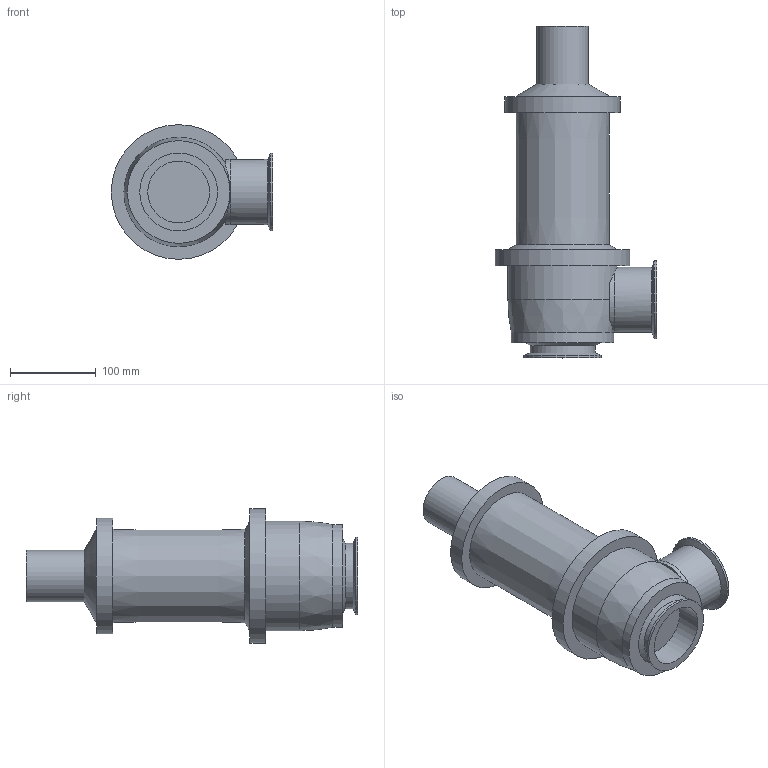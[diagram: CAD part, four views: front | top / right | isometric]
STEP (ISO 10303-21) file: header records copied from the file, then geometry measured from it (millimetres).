
FILE_DESCRIPTION(/* description */ (''),/* implementation_level */ '2;1');
FILE_NAME(/* name */ 'DRVL-30-2.stp',/* time_stamp */ '2024-04-03T16:49:32+09:00',/* author */ ('autocad33'),/* organization */ (''),/* preprocessor_version */ 'ST-DEVELOPER v19.2',/* originating_system */ 'Autodesk Inventor 2023',/* authorisation */ '');
FILE_SCHEMA (('AUTOMOTIVE_DESIGN { 1 0 10303 214 3 1 1 }'));
Length unit declared in the file: millimetre
Products named in the file (1): DRVL-30-1
Bounding box: 188.75 x 388.15 x 157.5 mm (x, y, z)
Volume: 3537224.4 mm3; surface area: 209529.1 mm2
Topology: 1 solids, 1 shells, 33 faces, 69 edges, 42 vertices
Faces by surface type: cone 12, cylinder 11, plane 9, bspline 1
Full cylindrical faces by diameter (mm): 60.5 x1, 72.3 x2, 76.3 x1, 91 x2, 109 x1, 120 x1, 128 x1, 135 x1, 157.5 x1
Entity records: 990 total; most frequent: CARTESIAN_POINT 238, DIRECTION 159, ORIENTED_EDGE 136, EDGE_CURVE 68, AXIS2_PLACEMENT_3D 68, VERTEX_POINT 42, EDGE_LOOP 38, CIRCLE 35
